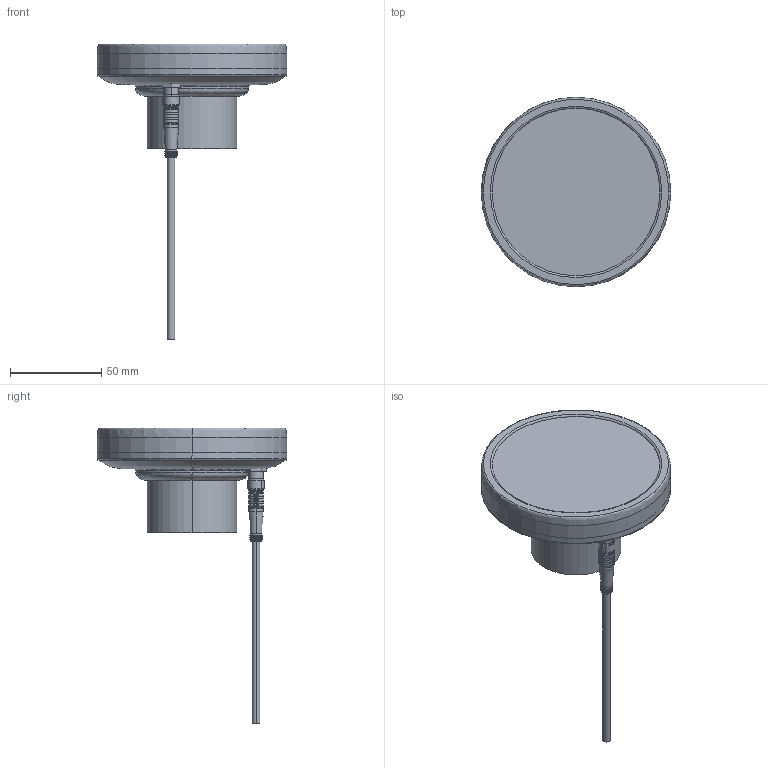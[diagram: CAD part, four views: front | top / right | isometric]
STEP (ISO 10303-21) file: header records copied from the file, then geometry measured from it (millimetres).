
FILE_DESCRIPTION((''),'2;1');
FILE_NAME('193067_ASM','2016-03-17T',('PDMAdmin'),(''),'PRO/ENGINEER BY PARAMETRIC TECHNOLOGY CORPORATION, 2013230','PRO/ENGINEER BY PARAMETRIC TECHNOLOGY CORPORATION, 2013230','');
FILE_SCHEMA(('CONFIG_CONTROL_DESIGN'));
Products named in the file (29): 127288; 127152; 6X1_8_HEX_BHCS; 128518; 128706_AF0; 57225; 128520; 127347; 1206; 0603; SMLEDP; TVS1; 0805C; SOT23; SOT223; 0805; DPAK; SO14; SOD87; WIRE24_SQ; WIRE24; 127362_ASM; 122946; 10047; 135521; 127156; 76571; 75892_AF0_ASM; 193067_ASM
Assembly tree (264 placements, depth 4):
  193067_ASM
    75892_AF0_ASM
      127288
      127152
      6X1_8_HEX_BHCS  x4
      128518
      128706_AF0
      57225  x4
      128520  x2
      127362_ASM
        127347
        1206  x19
        0603  x25
        SMLEDP  x144
        TVS1
        0805C  x13
        SOT23  x5
        SOT223  x18
        0805  x6
        DPAK
        SO14  x5
        SOD87  x2
        WIRE24_SQ
        WIRE24  x2
      122946
      10047
      135521
      127156
      76571
Bounding box: 104 x 104 x 162.3 mm (x, y, z)
Volume: 122900.5 mm3; surface area: 100100.7 mm2
Topology: 264 solids, 277 shells, 8166 faces, 21083 edges, 13447 vertices
Faces by surface type: plane 6625, cylinder 1082, sphere 291, cone 90, torus 48, bspline 26, revolution 4
Entity records: 62833 total; most frequent: CARTESIAN_POINT 15060, DIRECTION 10339, ORIENTED_EDGE 9294, EDGE_CURVE 4667, AXIS2_PLACEMENT_3D 3539, VECTOR 3257, LINE 3257, VERTEX_POINT 3092
